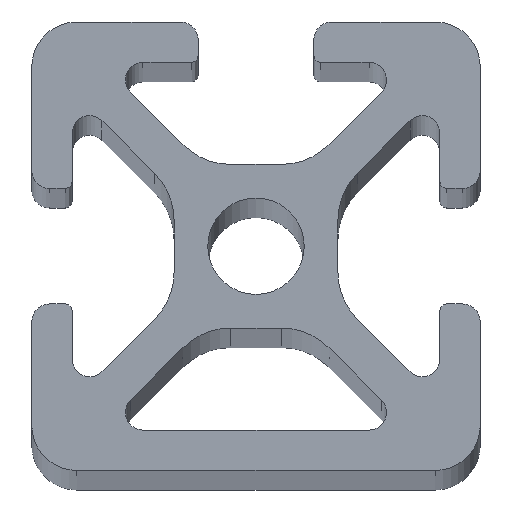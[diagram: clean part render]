
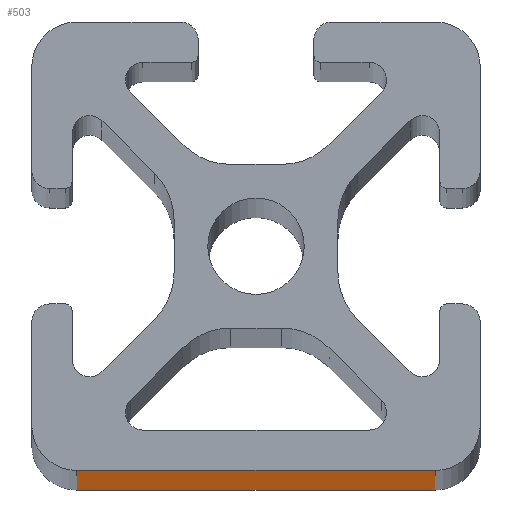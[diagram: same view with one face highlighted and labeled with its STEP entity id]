
A CAD part, top view. The second image highlights one B-rep face of the part: STEP entity #503.
In plain terms, the highlighted planar face has unit normal (0, -1, 0).
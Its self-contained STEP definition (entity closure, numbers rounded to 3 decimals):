
#230 = VERTEX_POINT ( 'NONE', #1271 ) ;
#236 = VERTEX_POINT ( 'NONE', #1299 ) ;
#239 = EDGE_CURVE ( 'NONE', #236, #230, #1313, .T. ) ;
#379 = EDGE_CURVE ( 'NONE', #417, #380, #1598, .T. ) ;
#380 = VERTEX_POINT ( 'NONE', #1685 ) ;
#417 = VERTEX_POINT ( 'NONE', #1641 ) ;
#485 = EDGE_CURVE ( 'NONE', #236, #417, #2002, .T. ) ;
#499 = EDGE_LOOP ( 'NONE', ( #501, #629, #627, #633 ) ) ;
#501 = ORIENTED_EDGE ( 'NONE', *, *, #379, .T. ) ;
#502 = EDGE_CURVE ( 'NONE', #230, #380, #1707, .T. ) ;
#503 = ADVANCED_FACE ( 'NONE', ( #1787 ), #1753, .F. ) ;
#627 = ORIENTED_EDGE ( 'NONE', *, *, #239, .F. ) ;
#629 = ORIENTED_EDGE ( 'NONE', *, *, #502, .F. ) ;
#633 = ORIENTED_EDGE ( 'NONE', *, *, #485, .T. ) ;
#1265 = VECTOR ( 'NONE', #1301, 1000. ) ;
#1271 = CARTESIAN_POINT ( 'NONE',  ( -25099.007, -20723.641, 500. ) ) ;
#1299 = CARTESIAN_POINT ( 'NONE',  ( -25115.007, -20723.641, 500. ) ) ;
#1301 = DIRECTION ( 'NONE',  ( 1., 0., 0. ) ) ;
#1302 = CARTESIAN_POINT ( 'NONE',  ( -25115.007, -20723.641, 500. ) ) ;
#1313 = LINE ( 'NONE', #1302, #1265 ) ;
#1598 = LINE ( 'NONE', #1601, #1675 ) ;
#1601 = CARTESIAN_POINT ( 'NONE',  ( -25115.007, -20723.641, 0. ) ) ;
#1641 = CARTESIAN_POINT ( 'NONE',  ( -25115.007, -20723.641, 0. ) ) ;
#1674 = DIRECTION ( 'NONE',  ( 1., 0., 0. ) ) ;
#1675 = VECTOR ( 'NONE', #1674, 1000. ) ;
#1685 = CARTESIAN_POINT ( 'NONE',  ( -25099.007, -20723.641, 0. ) ) ;
#1707 = LINE ( 'NONE', #1745, #1766 ) ;
#1708 = AXIS2_PLACEMENT_3D ( 'NONE', #1785, #1784, #1737 ) ;
#1737 = DIRECTION ( 'NONE',  ( -1., 0., 0. ) ) ;
#1745 = CARTESIAN_POINT ( 'NONE',  ( -25099.007, -20723.641, 500. ) ) ;
#1753 = PLANE ( 'NONE',  #1708 ) ;
#1765 = DIRECTION ( 'NONE',  ( 0., 0., -1. ) ) ;
#1766 = VECTOR ( 'NONE', #1765, 1000. ) ;
#1784 = DIRECTION ( 'NONE',  ( 0., 1., 0. ) ) ;
#1785 = CARTESIAN_POINT ( 'NONE',  ( -25115.007, -20723.641, 500. ) ) ;
#1787 = FACE_OUTER_BOUND ( 'NONE', #499, .T. ) ;
#2001 = CARTESIAN_POINT ( 'NONE',  ( -25115.007, -20723.641, 500. ) ) ;
#2002 = LINE ( 'NONE', #2001, #2023 ) ;
#2022 = DIRECTION ( 'NONE',  ( 0., 0., -1. ) ) ;
#2023 = VECTOR ( 'NONE', #2022, 1000. ) ;
